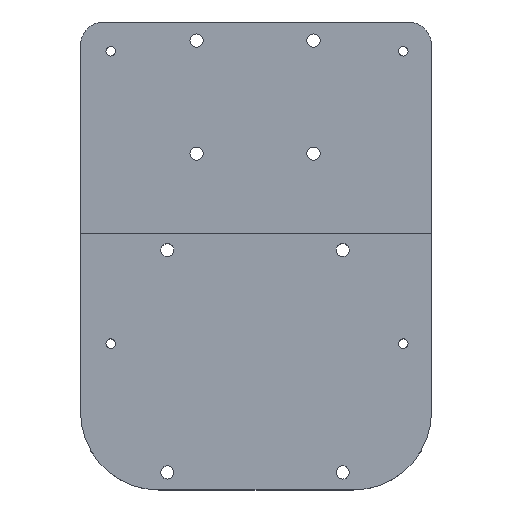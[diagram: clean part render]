
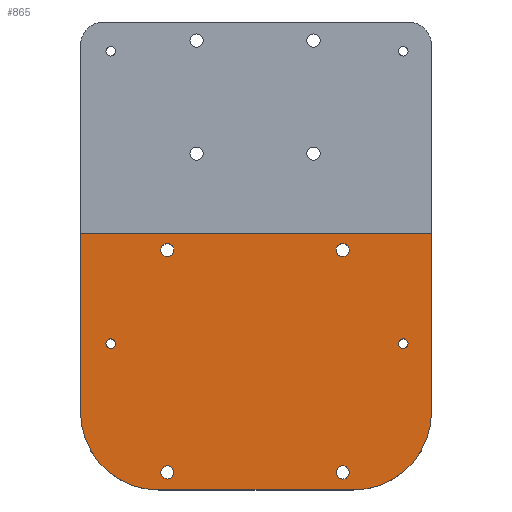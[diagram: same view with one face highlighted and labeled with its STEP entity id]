
A CAD part, top view. The second image highlights one B-rep face of the part: STEP entity #865.
In plain terms, the highlighted planar face has unit normal (0, 0, 1).
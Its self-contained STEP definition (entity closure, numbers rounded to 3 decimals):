
#26=FACE_BOUND('',#236,.T.);
#27=FACE_BOUND('',#237,.T.);
#28=FACE_BOUND('',#238,.T.);
#29=FACE_BOUND('',#239,.T.);
#30=FACE_BOUND('',#240,.T.);
#31=FACE_BOUND('',#241,.T.);
#119=CIRCLE('',#959,40.);
#120=CIRCLE('',#961,40.);
#121=CIRCLE('',#962,2.459);
#122=CIRCLE('',#963,2.459);
#123=CIRCLE('',#964,3.375);
#124=CIRCLE('',#965,3.375);
#125=CIRCLE('',#966,3.375);
#126=CIRCLE('',#967,3.375);
#175=FACE_OUTER_BOUND('',#235,.T.);
#235=EDGE_LOOP('',(#673,#674,#675,#676,#677,#678));
#236=EDGE_LOOP('',(#679));
#237=EDGE_LOOP('',(#680));
#238=EDGE_LOOP('',(#681));
#239=EDGE_LOOP('',(#682));
#240=EDGE_LOOP('',(#683));
#241=EDGE_LOOP('',(#684));
#311=LINE('',#1378,#365);
#315=LINE('',#1421,#369);
#316=LINE('',#1425,#370);
#317=LINE('',#1426,#371);
#365=VECTOR('',#1099,10.);
#369=VECTOR('',#1143,10.);
#370=VECTOR('',#1146,10.);
#371=VECTOR('',#1147,10.);
#417=VERTEX_POINT('',#1375);
#418=VERTEX_POINT('',#1377);
#436=VERTEX_POINT('',#1416);
#437=VERTEX_POINT('',#1420);
#438=VERTEX_POINT('',#1422);
#439=VERTEX_POINT('',#1424);
#440=VERTEX_POINT('',#1427);
#441=VERTEX_POINT('',#1429);
#442=VERTEX_POINT('',#1431);
#443=VERTEX_POINT('',#1433);
#444=VERTEX_POINT('',#1435);
#445=VERTEX_POINT('',#1437);
#509=EDGE_CURVE('',#417,#418,#311,.T.);
#529=EDGE_CURVE('',#436,#417,#119,.T.);
#530=EDGE_CURVE('',#437,#436,#315,.T.);
#531=EDGE_CURVE('',#438,#437,#120,.T.);
#532=EDGE_CURVE('',#439,#438,#316,.T.);
#533=EDGE_CURVE('',#418,#439,#317,.T.);
#534=EDGE_CURVE('',#440,#440,#121,.T.);
#535=EDGE_CURVE('',#441,#441,#122,.T.);
#536=EDGE_CURVE('',#442,#442,#123,.T.);
#537=EDGE_CURVE('',#443,#443,#124,.T.);
#538=EDGE_CURVE('',#444,#444,#125,.T.);
#539=EDGE_CURVE('',#445,#445,#126,.T.);
#673=ORIENTED_EDGE('',*,*,#529,.F.);
#674=ORIENTED_EDGE('',*,*,#530,.F.);
#675=ORIENTED_EDGE('',*,*,#531,.F.);
#676=ORIENTED_EDGE('',*,*,#532,.F.);
#677=ORIENTED_EDGE('',*,*,#533,.F.);
#678=ORIENTED_EDGE('',*,*,#509,.F.);
#679=ORIENTED_EDGE('',*,*,#534,.T.);
#680=ORIENTED_EDGE('',*,*,#535,.T.);
#681=ORIENTED_EDGE('',*,*,#536,.F.);
#682=ORIENTED_EDGE('',*,*,#537,.F.);
#683=ORIENTED_EDGE('',*,*,#538,.F.);
#684=ORIENTED_EDGE('',*,*,#539,.F.);
#838=PLANE('',#960);
#865=ADVANCED_FACE('',(#175,#26,#27,#28,#29,#30,#31),#838,.F.);
#959=AXIS2_PLACEMENT_3D('',#1418,#1139,#1140);
#960=AXIS2_PLACEMENT_3D('',#1419,#1141,#1142);
#961=AXIS2_PLACEMENT_3D('',#1423,#1144,#1145);
#962=AXIS2_PLACEMENT_3D('',#1428,#1148,#1149);
#963=AXIS2_PLACEMENT_3D('',#1430,#1150,#1151);
#964=AXIS2_PLACEMENT_3D('',#1432,#1152,#1153);
#965=AXIS2_PLACEMENT_3D('',#1434,#1154,#1155);
#966=AXIS2_PLACEMENT_3D('',#1436,#1156,#1157);
#967=AXIS2_PLACEMENT_3D('',#1438,#1158,#1159);
#1099=DIRECTION('',(0.,1.,0.));
#1139=DIRECTION('center_axis',(0.,0.,-1.));
#1140=DIRECTION('ref_axis',(-0.707,-0.707,0.));
#1141=DIRECTION('center_axis',(0.,0.,-1.));
#1142=DIRECTION('ref_axis',(0.,1.,0.));
#1143=DIRECTION('',(-1.,0.,0.));
#1144=DIRECTION('center_axis',(0.,0.,-1.));
#1145=DIRECTION('ref_axis',(0.707,-0.707,0.));
#1146=DIRECTION('',(0.,-1.,0.));
#1147=DIRECTION('',(1.,0.,0.));
#1148=DIRECTION('center_axis',(0.,0.,-1.));
#1149=DIRECTION('ref_axis',(-1.,0.,0.));
#1150=DIRECTION('center_axis',(0.,0.,-1.));
#1151=DIRECTION('ref_axis',(-1.,0.,0.));
#1152=DIRECTION('center_axis',(0.,0.,1.));
#1153=DIRECTION('ref_axis',(-1.,0.,0.));
#1154=DIRECTION('center_axis',(0.,0.,1.));
#1155=DIRECTION('ref_axis',(-1.,0.,0.));
#1156=DIRECTION('center_axis',(0.,0.,1.));
#1157=DIRECTION('ref_axis',(-1.,0.,0.));
#1158=DIRECTION('center_axis',(0.,0.,1.));
#1159=DIRECTION('ref_axis',(-1.,0.,0.));
#1375=CARTESIAN_POINT('',(9340.74,2985.015,17.9));
#1377=CARTESIAN_POINT('',(9340.74,3076.727,17.9));
#1378=CARTESIAN_POINT('',(9340.74,2990.78,17.9));
#1416=CARTESIAN_POINT('',(9380.74,2945.015,17.9));
#1418=CARTESIAN_POINT('Origin',(9380.74,2985.015,17.9));
#1419=CARTESIAN_POINT('Origin',(9340.74,2796.545,17.9));
#1420=CARTESIAN_POINT('',(9480.74,2945.015,17.9));
#1421=CARTESIAN_POINT('',(9340.74,2945.015,17.9));
#1422=CARTESIAN_POINT('',(9520.74,2985.015,17.9));
#1423=CARTESIAN_POINT('Origin',(9480.74,2985.015,17.9));
#1424=CARTESIAN_POINT('',(9520.74,3076.727,17.9));
#1425=CARTESIAN_POINT('',(9520.74,2870.78,17.9));
#1426=CARTESIAN_POINT('',(9340.74,3076.727,17.9));
#1427=CARTESIAN_POINT('',(9508.72,3020.015,17.9));
#1428=CARTESIAN_POINT('Origin',(9506.262,3020.015,17.9));
#1429=CARTESIAN_POINT('',(9358.72,3020.015,17.9));
#1430=CARTESIAN_POINT('Origin',(9356.262,3020.015,17.9));
#1431=CARTESIAN_POINT('',(9388.615,2953.99,17.9));
#1432=CARTESIAN_POINT('Origin',(9385.24,2953.99,17.9));
#1433=CARTESIAN_POINT('',(9478.615,2953.99,17.9));
#1434=CARTESIAN_POINT('Origin',(9475.24,2953.99,17.9));
#1435=CARTESIAN_POINT('',(9388.615,3067.99,17.9));
#1436=CARTESIAN_POINT('Origin',(9385.24,3067.99,17.9));
#1437=CARTESIAN_POINT('',(9478.615,3067.99,17.9));
#1438=CARTESIAN_POINT('Origin',(9475.24,3067.99,17.9));
